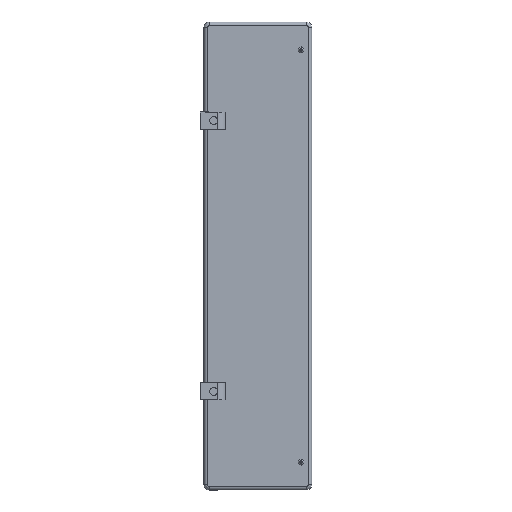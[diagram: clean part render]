
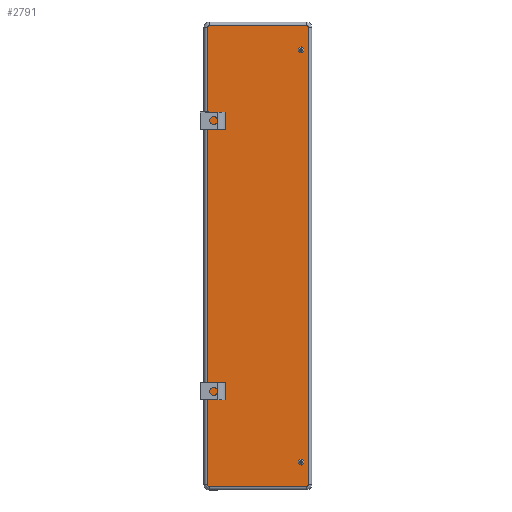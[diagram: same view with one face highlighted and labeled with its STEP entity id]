
A CAD part, front view. The second image highlights one B-rep face of the part: STEP entity #2791.
In plain terms, the highlighted face is planar.
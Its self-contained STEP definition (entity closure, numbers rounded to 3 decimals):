
#47 = VERTEX_POINT ( 'NONE', #4300 ) ;
#49 = CARTESIAN_POINT ( 'NONE',  ( 514., -116., 8. ) ) ;
#53 = CARTESIAN_POINT ( 'NONE',  ( 6., -116., 8. ) ) ;
#59 = CARTESIAN_POINT ( 'NONE',  ( 489., -12., 8. ) ) ;
#188 = EDGE_LOOP ( 'NONE', ( #2575, #2896 ) ) ;
#241 = ORIENTED_EDGE ( 'NONE', *, *, #4892, .T. ) ;
#287 = CIRCLE ( 'NONE', #5435, 3. ) ;
#356 = CARTESIAN_POINT ( 'NONE',  ( 515.172, -116., 8. ) ) ;
#443 = EDGE_CURVE ( 'NONE', #502, #4104, #287, .T. ) ;
#486 = VECTOR ( 'NONE', #3323, 1000. ) ;
#502 = VERTEX_POINT ( 'NONE', #2118 ) ;
#585 = EDGE_CURVE ( 'NONE', #3991, #3138, #4750, .T. ) ;
#645 = EDGE_CURVE ( 'NONE', #2697, #3459, #1622, .T. ) ;
#683 = CIRCLE ( 'NONE', #4430, 3. ) ;
#692 = EDGE_CURVE ( 'NONE', #4260, #1321, #4599, .T. ) ;
#738 = CARTESIAN_POINT ( 'NONE',  ( 28., -12., 8. ) ) ;
#793 = CARTESIAN_POINT ( 'NONE',  ( 514., -4., 8. ) ) ;
#866 = EDGE_CURVE ( 'NONE', #4104, #502, #3228, .T. ) ;
#882 = CARTESIAN_POINT ( 'NONE',  ( 4., -114., 8. ) ) ;
#911 = DIRECTION ( 'NONE',  ( 0., 0., 1. ) ) ;
#921 = CARTESIAN_POINT ( 'NONE',  ( 6., -4., 8. ) ) ;
#939 = FACE_BOUND ( 'NONE', #4841, .T. ) ;
#955 = ORIENTED_EDGE ( 'NONE', *, *, #692, .F. ) ;
#1000 = ORIENTED_EDGE ( 'NONE', *, *, #1018, .T. ) ;
#1018 = EDGE_CURVE ( 'NONE', #2660, #47, #2759, .T. ) ;
#1137 = VECTOR ( 'NONE', #1897, 1000. ) ;
#1194 = EDGE_CURVE ( 'NONE', #3138, #2697, #3401, .T. ) ;
#1321 = VERTEX_POINT ( 'NONE', #2192 ) ;
#1362 = CARTESIAN_POINT ( 'NONE',  ( 4.828, -116., 8. ) ) ;
#1384 = LINE ( 'NONE', #3718, #1137 ) ;
#1395 = CARTESIAN_POINT ( 'NONE',  ( 31., -12., 8. ) ) ;
#1412 = FACE_OUTER_BOUND ( 'NONE', #3914, .T. ) ;
#1436 = CARTESIAN_POINT ( 'NONE',  ( 4., -114., 8. ) ) ;
#1448 = EDGE_CURVE ( 'NONE', #3459, #4260, #1384, .T. ) ;
#1534 = CARTESIAN_POINT ( 'NONE',  ( 6., -4., 8. ) ) ;
#1622 =( BOUNDED_CURVE ( )  B_SPLINE_CURVE ( 3, ( #1780, #3464, #356, #2658 ),
 .UNSPECIFIED., .F., .T. ) 
 B_SPLINE_CURVE_WITH_KNOTS ( ( 4, 4 ),
 ( 0., 1. ),
 .UNSPECIFIED. ) 
 CURVE ( )  GEOMETRIC_REPRESENTATION_ITEM ( )  RATIONAL_B_SPLINE_CURVE ( ( 1., 0.805, 0.805, 1. ) ) 
 REPRESENTATION_ITEM ( '' )  );
#1708 = AXIS2_PLACEMENT_3D ( 'NONE', #2914, #5205, #5615 ) ;
#1720 = ORIENTED_EDGE ( 'NONE', *, *, #1448, .F. ) ;
#1726 = ORIENTED_EDGE ( 'NONE', *, *, #2539, .F. ) ;
#1780 = CARTESIAN_POINT ( 'NONE',  ( 516., -114., 8. ) ) ;
#1821 = ORIENTED_EDGE ( 'NONE', *, *, #645, .F. ) ;
#1850 = DIRECTION ( 'NONE',  ( -1., 0., 0. ) ) ;
#1897 = DIRECTION ( 'NONE',  ( -1., 0., 0. ) ) ;
#1904 = DIRECTION ( 'NONE',  ( 0., 0., -1. ) ) ;
#1915 = AXIS2_PLACEMENT_3D ( 'NONE', #2684, #911, #4082 ) ;
#2007 = AXIS2_PLACEMENT_3D ( 'NONE', #59, #1904, #1850 ) ;
#2118 = CARTESIAN_POINT ( 'NONE',  ( 486., -12., 8. ) ) ;
#2192 = CARTESIAN_POINT ( 'NONE',  ( 4., -114., 8. ) ) ;
#2320 = DIRECTION ( 'NONE',  ( -1., 0., 0. ) ) ;
#2347 = CARTESIAN_POINT ( 'NONE',  ( 516., -6., 8. ) ) ;
#2509 = DIRECTION ( 'NONE',  ( 0., -1., 0. ) ) ;
#2539 = EDGE_CURVE ( 'NONE', #3392, #3991, #2783, .T. ) ;
#2543 = CARTESIAN_POINT ( 'NONE',  ( 516., -114., 8. ) ) ;
#2575 = ORIENTED_EDGE ( 'NONE', *, *, #443, .T. ) ;
#2621 = VERTEX_POINT ( 'NONE', #5208 ) ;
#2658 = CARTESIAN_POINT ( 'NONE',  ( 514., -116., 8. ) ) ;
#2660 = VERTEX_POINT ( 'NONE', #738 ) ;
#2684 = CARTESIAN_POINT ( 'NONE',  ( 514., -114., 8. ) ) ;
#2697 = VERTEX_POINT ( 'NONE', #2543 ) ;
#2759 = CIRCLE ( 'NONE', #1708, 3. ) ;
#2780 = ORIENTED_EDGE ( 'NONE', *, *, #585, .F. ) ;
#2783 = LINE ( 'NONE', #1534, #486 ) ;
#2791 = ADVANCED_FACE ( 'N', ( #4932, #939, #1412 ), #3205, .T. ) ;
#2896 = ORIENTED_EDGE ( 'NONE', *, *, #866, .T. ) ;
#2914 = CARTESIAN_POINT ( 'NONE',  ( 31., -12., 8. ) ) ;
#2987 = DIRECTION ( 'NONE',  ( 0., 0., -1. ) ) ;
#3085 = CARTESIAN_POINT ( 'NONE',  ( 492., -12., 8. ) ) ;
#3092 = CARTESIAN_POINT ( 'NONE',  ( 6., -116., 8. ) ) ;
#3138 = VERTEX_POINT ( 'NONE', #2347 ) ;
#3205 = PLANE ( 'NONE',  #1915 ) ;
#3228 = CIRCLE ( 'NONE', #2007, 3. ) ;
#3323 = DIRECTION ( 'NONE',  ( 1., 0., 0. ) ) ;
#3392 = VERTEX_POINT ( 'NONE', #3567 ) ;
#3401 = LINE ( 'NONE', #5174, #4602 ) ;
#3459 = VERTEX_POINT ( 'NONE', #49 ) ;
#3464 = CARTESIAN_POINT ( 'NONE',  ( 516., -115.172, 8. ) ) ;
#3482 = EDGE_CURVE ( 'NONE', #1321, #2621, #5380, .T. ) ;
#3546 = CARTESIAN_POINT ( 'NONE',  ( 514., -4., 8. ) ) ;
#3552 = CARTESIAN_POINT ( 'NONE',  ( 4.828, -4., 8. ) ) ;
#3567 = CARTESIAN_POINT ( 'NONE',  ( 6., -4., 8. ) ) ;
#3581 = CARTESIAN_POINT ( 'NONE',  ( 516., -4.828, 8. ) ) ;
#3718 = CARTESIAN_POINT ( 'NONE',  ( 514., -116., 8. ) ) ;
#3824 = CARTESIAN_POINT ( 'NONE',  ( 489., -12., 8. ) ) ;
#3914 = EDGE_LOOP ( 'NONE', ( #1720, #1821, #3953, #2780, #1726, #4643, #5268, #955 ) ) ;
#3953 = ORIENTED_EDGE ( 'NONE', *, *, #1194, .F. ) ;
#3991 = VERTEX_POINT ( 'NONE', #793 ) ;
#4030 = CARTESIAN_POINT ( 'NONE',  ( 4., -4.828, 8. ) ) ;
#4082 = DIRECTION ( 'NONE',  ( 1., 0., 0. ) ) ;
#4090 =( BOUNDED_CURVE ( )  B_SPLINE_CURVE ( 3, ( #4915, #4030, #3552, #921 ),
 .UNSPECIFIED., .F., .T. ) 
 B_SPLINE_CURVE_WITH_KNOTS ( ( 4, 4 ),
 ( 0., 1. ),
 .UNSPECIFIED. ) 
 CURVE ( )  GEOMETRIC_REPRESENTATION_ITEM ( )  RATIONAL_B_SPLINE_CURVE ( ( 1., 0.805, 0.805, 1. ) ) 
 REPRESENTATION_ITEM ( '' )  );
#4104 = VERTEX_POINT ( 'NONE', #3085 ) ;
#4260 = VERTEX_POINT ( 'NONE', #53 ) ;
#4300 = CARTESIAN_POINT ( 'NONE',  ( 34., -12., 8. ) ) ;
#4430 = AXIS2_PLACEMENT_3D ( 'NONE', #1395, #4496, #2320 ) ;
#4496 = DIRECTION ( 'NONE',  ( 0., 0., -1. ) ) ;
#4599 =( BOUNDED_CURVE ( )  B_SPLINE_CURVE ( 3, ( #3092, #1362, #5738, #882 ),
 .UNSPECIFIED., .F., .F. ) 
 B_SPLINE_CURVE_WITH_KNOTS ( ( 4, 4 ),
 ( 0., 1. ),
 .UNSPECIFIED. ) 
 CURVE ( )  GEOMETRIC_REPRESENTATION_ITEM ( )  RATIONAL_B_SPLINE_CURVE ( ( 1., 0.805, 0.805, 1. ) ) 
 REPRESENTATION_ITEM ( '' )  );
#4602 = VECTOR ( 'NONE', #2509, 1000. ) ;
#4643 = ORIENTED_EDGE ( 'NONE', *, *, #4856, .F. ) ;
#4742 = DIRECTION ( 'NONE',  ( -1., 0., 0. ) ) ;
#4750 =( BOUNDED_CURVE ( )  B_SPLINE_CURVE ( 3, ( #3546, #5326, #3581, #5239 ),
 .UNSPECIFIED., .F., .T. ) 
 B_SPLINE_CURVE_WITH_KNOTS ( ( 4, 4 ),
 ( 0., 1. ),
 .UNSPECIFIED. ) 
 CURVE ( )  GEOMETRIC_REPRESENTATION_ITEM ( )  RATIONAL_B_SPLINE_CURVE ( ( 1., 0.805, 0.805, 1. ) ) 
 REPRESENTATION_ITEM ( '' )  );
#4841 = EDGE_LOOP ( 'NONE', ( #1000, #241 ) ) ;
#4856 = EDGE_CURVE ( 'NONE', #2621, #3392, #4090, .T. ) ;
#4892 = EDGE_CURVE ( 'NONE', #47, #2660, #683, .T. ) ;
#4915 = CARTESIAN_POINT ( 'NONE',  ( 4., -6., 8. ) ) ;
#4932 = FACE_BOUND ( 'NONE', #188, .T. ) ;
#5174 = CARTESIAN_POINT ( 'NONE',  ( 516., -6., 8. ) ) ;
#5205 = DIRECTION ( 'NONE',  ( 0., 0., -1. ) ) ;
#5208 = CARTESIAN_POINT ( 'NONE',  ( 4., -6., 8. ) ) ;
#5239 = CARTESIAN_POINT ( 'NONE',  ( 516., -6., 8. ) ) ;
#5268 = ORIENTED_EDGE ( 'NONE', *, *, #3482, .F. ) ;
#5326 = CARTESIAN_POINT ( 'NONE',  ( 515.172, -4., 8. ) ) ;
#5380 = LINE ( 'NONE', #1436, #5448 ) ;
#5409 = DIRECTION ( 'NONE',  ( 0., 1., 0. ) ) ;
#5435 = AXIS2_PLACEMENT_3D ( 'NONE', #3824, #2987, #4742 ) ;
#5448 = VECTOR ( 'NONE', #5409, 1000. ) ;
#5615 = DIRECTION ( 'NONE',  ( -1., 0., 0. ) ) ;
#5738 = CARTESIAN_POINT ( 'NONE',  ( 4., -115.172, 8. ) ) ;
